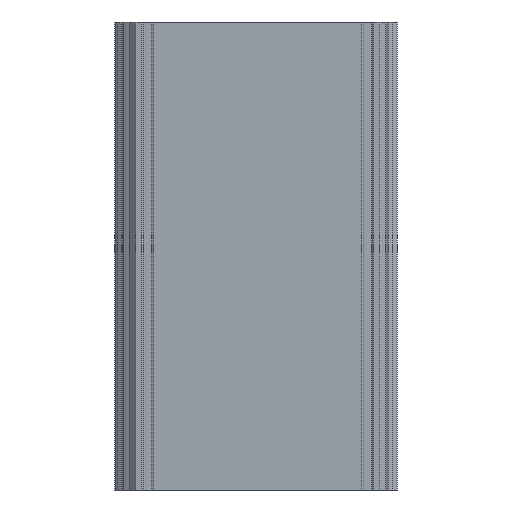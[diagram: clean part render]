
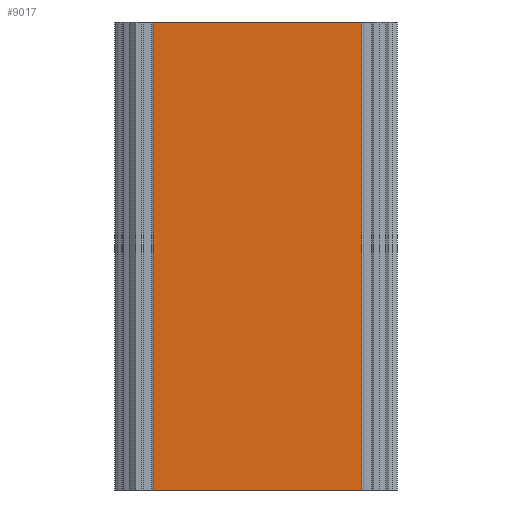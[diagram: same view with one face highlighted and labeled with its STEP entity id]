
A CAD part, front view. The second image highlights one B-rep face of the part: STEP entity #9017.
In plain terms, the highlighted planar face has unit normal (0, -1, 0).
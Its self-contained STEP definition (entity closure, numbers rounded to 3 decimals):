
#2325=CARTESIAN_POINT('',(68.46,-24.25,-125.0));
#2326=VERTEX_POINT('',#2325);
#2334=CARTESIAN_POINT('',(-65.34,-24.25,-125.0));
#2335=VERTEX_POINT('',#2334);
#2336=CARTESIAN_POINT('',(68.46,-24.25,-125.0));
#2337=DIRECTION('',(-1.0,0.0,0.0));
#2338=VECTOR('',#2337,133.8);
#2339=LINE('',#2336,#2338);
#2340=EDGE_CURVE('',#2326,#2335,#2339,.T.);
#2869=CARTESIAN_POINT('',(-65.34,-24.25,175.0));
#2870=VERTEX_POINT('',#2869);
#2878=CARTESIAN_POINT('',(68.46,-24.25,175.0));
#2879=VERTEX_POINT('',#2878);
#2880=CARTESIAN_POINT('',(68.46,-24.25,175.0));
#2881=DIRECTION('',(-1.0,0.0,0.0));
#2882=VECTOR('',#2881,133.8);
#2883=LINE('',#2880,#2882);
#2884=EDGE_CURVE('',#2879,#2870,#2883,.T.);
#8990=CARTESIAN_POINT('',(68.46,-24.25,-125.0));
#8991=DIRECTION('',(0.0,0.0,1.0));
#8992=VECTOR('',#8991,300.0);
#8993=LINE('',#8990,#8992);
#8994=EDGE_CURVE('',#2326,#2879,#8993,.T.);
#9001=CARTESIAN_POINT('',(68.46,-24.25,-125.0));
#9002=DIRECTION('',(0.0,-1.0,0.0));
#9003=DIRECTION('',(0.0,0.0,-1.0));
#9004=AXIS2_PLACEMENT_3D('',#9001,#9002,#9003);
#9005=PLANE('',#9004);
#9006=ORIENTED_EDGE('',*,*,#2884,.T.);
#9007=CARTESIAN_POINT('',(-65.34,-24.25,-125.0));
#9008=DIRECTION('',(0.0,0.0,1.0));
#9009=VECTOR('',#9008,300.0);
#9010=LINE('',#9007,#9009);
#9011=EDGE_CURVE('',#2335,#2870,#9010,.T.);
#9012=ORIENTED_EDGE('',*,*,#9011,.F.);
#9013=ORIENTED_EDGE('',*,*,#2340,.F.);
#9014=ORIENTED_EDGE('',*,*,#8994,.T.);
#9015=EDGE_LOOP('',(#9006,#9012,#9013,#9014));
#9016=FACE_OUTER_BOUND('',#9015,.T.);
#9017=ADVANCED_FACE('',(#9016),#9005,.T.);
